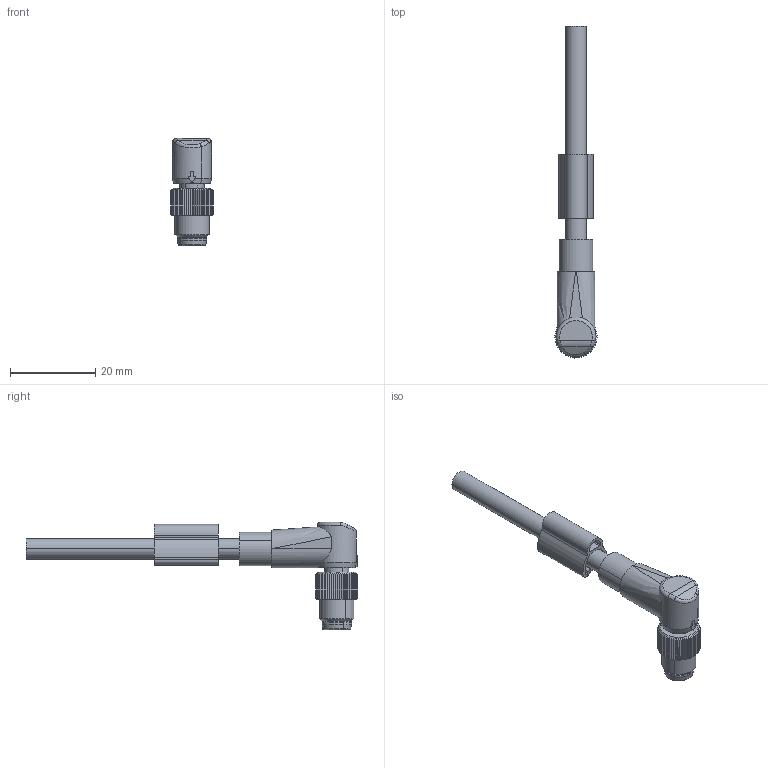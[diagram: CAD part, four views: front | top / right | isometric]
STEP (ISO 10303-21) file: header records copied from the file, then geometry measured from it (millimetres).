
FILE_DESCRIPTION(('CATIA V5 STEP Exchange','CAx-IF Rec.Pracs.--- Model Styling and Organization---1.4--- 2014-01-23'),'2;1');
FILE_NAME ('026775-2_1_1927330300_1927330300.stp','2021-03-15T12:29:14+00:00',('none'),('Weidmueller'),'CATIA Version 5-6 Release 2016 SP3 HF44','CATIA V5 STEP AP214','none');
FILE_SCHEMA(('AUTOMOTIVE_DESIGN { 1 0 10303 214 1 1 1 1 }'));
Length unit declared in the file: millimetre
Products named in the file (1): 1927330300
Bounding box: 9.9 x 77.75 x 25.1 mm (x, y, z)
Volume: 3719.6 mm3; surface area: 4514.5 mm2
Topology: 8 solids, 8 shells, 626 faces, 1671 edges, 1076 vertices
Faces by surface type: cylinder 255, plane 250, cone 74, torus 29, sphere 8, bspline 6, revolution 4
Entity records: 19532 total; most frequent: CARTESIAN_POINT 5516, ORIENTED_EDGE 3310, DIRECTION 2129, EDGE_CURVE 1655, VERTEX_POINT 1076, AXIS2_PLACEMENT_3D 1051, EDGE_LOOP 679, VECTOR 634
